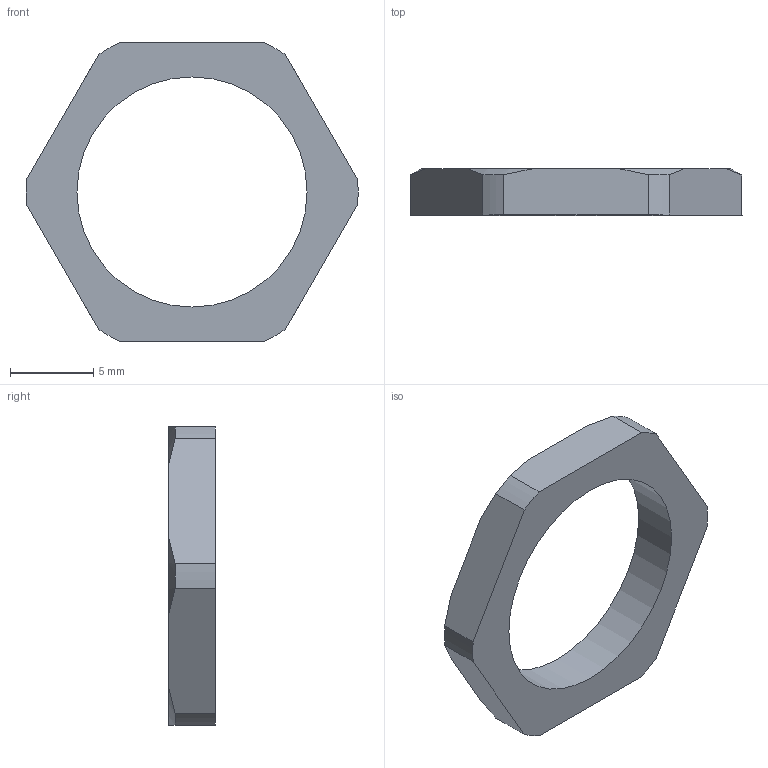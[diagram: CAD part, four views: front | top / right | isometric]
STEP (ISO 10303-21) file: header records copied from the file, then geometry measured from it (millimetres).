
FILE_DESCRIPTION(/* description */ (''),/* implementation_level */ '2;1');
FILE_NAME(/* name */ 'Sechskantmutter_PG9_SW18.stp',/* time_stamp */ '2016-09-21T15:42:25+02:00',/* author */ (''),/* organization */ (''),/* preprocessor_version */ 'ST-DEVELOPER v16',/* originating_system */ 'SIEMENS PLM Software NX 10.0',/* authorisation */ '');
FILE_SCHEMA (('AUTOMOTIVE_DESIGN { 1 0 10303 214 3 1 1 1 }'));
Length unit declared in the file: millimetre
Products named in the file (1): 5004900___Mutter_part_50499
Bounding box: 19.99 x 2.8 x 18 mm (x, y, z)
Volume: 356.8 mm3; surface area: 543.5 mm2
Topology: 1 solids, 1 shells, 21 faces, 58 edges, 39 vertices
Faces by surface type: plane 8, cylinder 7, cone 6
Full cylindrical faces by diameter (mm): 13.86 x1
Entity records: 706 total; most frequent: CARTESIAN_POINT 152, ORIENTED_EDGE 112, DIRECTION 108, EDGE_CURVE 56, AXIS2_PLACEMENT_3D 42, VERTEX_POINT 38, EDGE_LOOP 24, LINE 24
